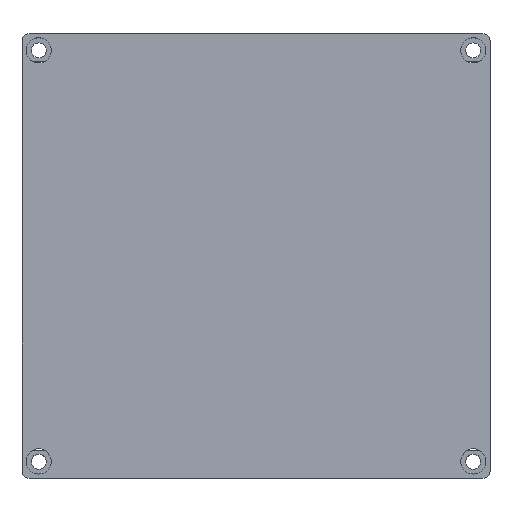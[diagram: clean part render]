
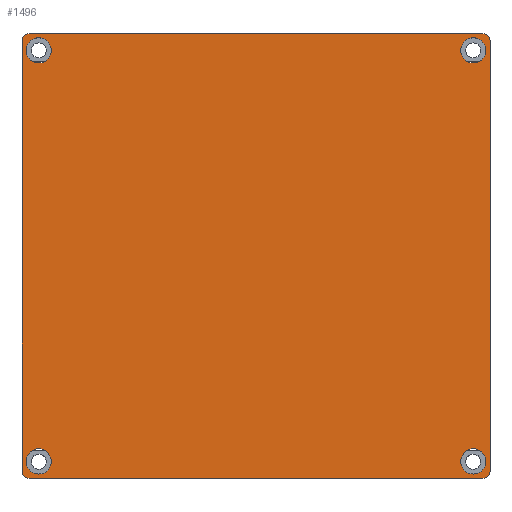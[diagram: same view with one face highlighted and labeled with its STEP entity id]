
A CAD part, top view. The second image highlights one B-rep face of the part: STEP entity #1496.
In plain terms, the highlighted planar face has unit normal (0, 0, 1).
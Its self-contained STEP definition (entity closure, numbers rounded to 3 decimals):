
#57=CARTESIAN_POINT('Axis2P3D Location',(-48.5,-46.,3.)) ;
#61=CARTESIAN_POINT('Vertex',(-48.5,-47.5,3.)) ;
#63=CARTESIAN_POINT('Vertex',(-50.,-46.,3.)) ;
#136=CARTESIAN_POINT('Vertex',(48.5,-47.5,3.)) ;
#139=CARTESIAN_POINT('Line Origine',(0.,-47.5,3.)) ;
#160=CARTESIAN_POINT('Line Origine',(-50.,0.,3.)) ;
#164=CARTESIAN_POINT('Vertex',(-50.,46.,3.)) ;
#266=CARTESIAN_POINT('Axis2P3D Location',(48.5,-46.,3.)) ;
#270=CARTESIAN_POINT('Vertex',(50.,-46.,3.)) ;
#336=CARTESIAN_POINT('Vertex',(50.,46.,3.)) ;
#339=CARTESIAN_POINT('Line Origine',(50.,0.,3.)) ;
#398=CARTESIAN_POINT('Axis2P3D Location',(48.5,46.,3.)) ;
#402=CARTESIAN_POINT('Vertex',(48.5,47.5,3.)) ;
#468=CARTESIAN_POINT('Vertex',(-48.5,47.5,3.)) ;
#471=CARTESIAN_POINT('Line Origine',(0.,47.5,3.)) ;
#530=CARTESIAN_POINT('Axis2P3D Location',(-48.5,46.,3.)) ;
#1409=CARTESIAN_POINT('Axis2P3D Location',(0.,0.,3.)) ;
#1424=CARTESIAN_POINT('Axis2P3D Location',(46.419,43.922,3.)) ;
#1428=CARTESIAN_POINT('Vertex',(49.119,43.922,3.)) ;
#1430=CARTESIAN_POINT('Vertex',(43.719,43.922,3.)) ;
#1433=CARTESIAN_POINT('Axis2P3D Location',(46.419,43.922,3.)) ;
#1442=CARTESIAN_POINT('Axis2P3D Location',(-46.419,43.922,3.)) ;
#1446=CARTESIAN_POINT('Vertex',(-49.119,43.922,3.)) ;
#1448=CARTESIAN_POINT('Vertex',(-43.719,43.922,3.)) ;
#1451=CARTESIAN_POINT('Axis2P3D Location',(-46.419,43.922,3.)) ;
#1460=CARTESIAN_POINT('Axis2P3D Location',(46.419,-43.922,3.)) ;
#1464=CARTESIAN_POINT('Vertex',(49.119,-43.922,3.)) ;
#1466=CARTESIAN_POINT('Vertex',(43.719,-43.922,3.)) ;
#1469=CARTESIAN_POINT('Axis2P3D Location',(46.419,-43.922,3.)) ;
#1478=CARTESIAN_POINT('Axis2P3D Location',(-46.419,-43.922,3.)) ;
#1482=CARTESIAN_POINT('Vertex',(-49.119,-43.922,3.)) ;
#1484=CARTESIAN_POINT('Vertex',(-43.719,-43.922,3.)) ;
#1487=CARTESIAN_POINT('Axis2P3D Location',(-46.419,-43.922,3.)) ;
#58=DIRECTION('Axis2P3D Direction',(0.,0.,1.)) ;
#140=DIRECTION('Vector Direction',(-1.,0.,0.)) ;
#161=DIRECTION('Vector Direction',(0.,1.,0.)) ;
#267=DIRECTION('Axis2P3D Direction',(0.,0.,1.)) ;
#340=DIRECTION('Vector Direction',(0.,-1.,0.)) ;
#399=DIRECTION('Axis2P3D Direction',(0.,-0.,1.)) ;
#472=DIRECTION('Vector Direction',(1.,0.,0.)) ;
#531=DIRECTION('Axis2P3D Direction',(0.,0.,1.)) ;
#1410=DIRECTION('Axis2P3D Direction',(0.,0.,1.)) ;
#1411=DIRECTION('Axis2P3D XDirection',(1.,0.,0.)) ;
#1425=DIRECTION('Axis2P3D Direction',(0.,0.,1.)) ;
#1434=DIRECTION('Axis2P3D Direction',(0.,0.,1.)) ;
#1443=DIRECTION('Axis2P3D Direction',(0.,0.,1.)) ;
#1452=DIRECTION('Axis2P3D Direction',(0.,0.,1.)) ;
#1461=DIRECTION('Axis2P3D Direction',(0.,0.,1.)) ;
#1470=DIRECTION('Axis2P3D Direction',(0.,0.,1.)) ;
#1479=DIRECTION('Axis2P3D Direction',(0.,0.,1.)) ;
#1488=DIRECTION('Axis2P3D Direction',(0.,0.,1.)) ;
#59=AXIS2_PLACEMENT_3D('Circle Axis2P3D',#57,#58,$) ;
#268=AXIS2_PLACEMENT_3D('Circle Axis2P3D',#266,#267,$) ;
#400=AXIS2_PLACEMENT_3D('Circle Axis2P3D',#398,#399,$) ;
#532=AXIS2_PLACEMENT_3D('Circle Axis2P3D',#530,#531,$) ;
#1412=AXIS2_PLACEMENT_3D('Plane Axis2P3D',#1409,#1410,#1411) ;
#1426=AXIS2_PLACEMENT_3D('Circle Axis2P3D',#1424,#1425,$) ;
#1435=AXIS2_PLACEMENT_3D('Circle Axis2P3D',#1433,#1434,$) ;
#1444=AXIS2_PLACEMENT_3D('Circle Axis2P3D',#1442,#1443,$) ;
#1453=AXIS2_PLACEMENT_3D('Circle Axis2P3D',#1451,#1452,$) ;
#1462=AXIS2_PLACEMENT_3D('Circle Axis2P3D',#1460,#1461,$) ;
#1471=AXIS2_PLACEMENT_3D('Circle Axis2P3D',#1469,#1470,$) ;
#1480=AXIS2_PLACEMENT_3D('Circle Axis2P3D',#1478,#1479,$) ;
#1489=AXIS2_PLACEMENT_3D('Circle Axis2P3D',#1487,#1488,$) ;
#1415=ORIENTED_EDGE('',*,*,#143,.T.) ;
#1416=ORIENTED_EDGE('',*,*,#272,.F.) ;
#1417=ORIENTED_EDGE('',*,*,#343,.T.) ;
#1418=ORIENTED_EDGE('',*,*,#404,.F.) ;
#1419=ORIENTED_EDGE('',*,*,#475,.T.) ;
#1420=ORIENTED_EDGE('',*,*,#534,.F.) ;
#1421=ORIENTED_EDGE('',*,*,#166,.T.) ;
#1422=ORIENTED_EDGE('',*,*,#65,.F.) ;
#1439=ORIENTED_EDGE('',*,*,#1432,.F.) ;
#1440=ORIENTED_EDGE('',*,*,#1437,.F.) ;
#1457=ORIENTED_EDGE('',*,*,#1450,.F.) ;
#1458=ORIENTED_EDGE('',*,*,#1455,.F.) ;
#1475=ORIENTED_EDGE('',*,*,#1468,.F.) ;
#1476=ORIENTED_EDGE('',*,*,#1473,.F.) ;
#1493=ORIENTED_EDGE('',*,*,#1486,.F.) ;
#1494=ORIENTED_EDGE('',*,*,#1491,.F.) ;
#1441=FACE_BOUND('',#1438,.T.) ;
#1459=FACE_BOUND('',#1456,.T.) ;
#1477=FACE_BOUND('',#1474,.T.) ;
#1495=FACE_BOUND('',#1492,.T.) ;
#141=VECTOR('Line Direction',#140,1.) ;
#162=VECTOR('Line Direction',#161,1.) ;
#341=VECTOR('Line Direction',#340,1.) ;
#473=VECTOR('Line Direction',#472,1.) ;
#1496=ADVANCED_FACE('\X2\96F64EF651E04F554F53\X0\',(#1423,#1441,#1459,#1477,#1495),#1413,.T.) ;
#60=CIRCLE('generated circle',#59,1.5) ;
#269=CIRCLE('generated circle',#268,1.5) ;
#401=CIRCLE('generated circle',#400,1.5) ;
#533=CIRCLE('generated circle',#532,1.5) ;
#1427=CIRCLE('generated circle',#1426,2.7) ;
#1436=CIRCLE('generated circle',#1435,2.7) ;
#1445=CIRCLE('generated circle',#1444,2.7) ;
#1454=CIRCLE('generated circle',#1453,2.7) ;
#1463=CIRCLE('generated circle',#1462,2.7) ;
#1472=CIRCLE('generated circle',#1471,2.7) ;
#1481=CIRCLE('generated circle',#1480,2.7) ;
#1490=CIRCLE('generated circle',#1489,2.7) ;
#65=EDGE_CURVE('',#62,#64,#60,.F.) ;
#143=EDGE_CURVE('',#62,#137,#142,.F.) ;
#166=EDGE_CURVE('',#165,#64,#163,.F.) ;
#272=EDGE_CURVE('',#271,#137,#269,.F.) ;
#343=EDGE_CURVE('',#271,#337,#342,.F.) ;
#404=EDGE_CURVE('',#403,#337,#401,.F.) ;
#475=EDGE_CURVE('',#403,#469,#474,.F.) ;
#534=EDGE_CURVE('',#165,#469,#533,.F.) ;
#1432=EDGE_CURVE('',#1429,#1431,#1427,.T.) ;
#1437=EDGE_CURVE('',#1431,#1429,#1436,.T.) ;
#1450=EDGE_CURVE('',#1447,#1449,#1445,.T.) ;
#1455=EDGE_CURVE('',#1449,#1447,#1454,.T.) ;
#1468=EDGE_CURVE('',#1465,#1467,#1463,.T.) ;
#1473=EDGE_CURVE('',#1467,#1465,#1472,.T.) ;
#1486=EDGE_CURVE('',#1483,#1485,#1481,.T.) ;
#1491=EDGE_CURVE('',#1485,#1483,#1490,.T.) ;
#1414=EDGE_LOOP('',(#1415,#1416,#1417,#1418,#1419,#1420,#1421,#1422)) ;
#1438=EDGE_LOOP('',(#1439,#1440)) ;
#1456=EDGE_LOOP('',(#1457,#1458)) ;
#1474=EDGE_LOOP('',(#1475,#1476)) ;
#1492=EDGE_LOOP('',(#1493,#1494)) ;
#1423=FACE_OUTER_BOUND('',#1414,.T.) ;
#142=LINE('Line',#139,#141) ;
#163=LINE('Line',#160,#162) ;
#342=LINE('Line',#339,#341) ;
#474=LINE('Line',#471,#473) ;
#1413=PLANE('Plane',#1412) ;
#62=VERTEX_POINT('',#61) ;
#64=VERTEX_POINT('',#63) ;
#137=VERTEX_POINT('',#136) ;
#165=VERTEX_POINT('',#164) ;
#271=VERTEX_POINT('',#270) ;
#337=VERTEX_POINT('',#336) ;
#403=VERTEX_POINT('',#402) ;
#469=VERTEX_POINT('',#468) ;
#1429=VERTEX_POINT('',#1428) ;
#1431=VERTEX_POINT('',#1430) ;
#1447=VERTEX_POINT('',#1446) ;
#1449=VERTEX_POINT('',#1448) ;
#1465=VERTEX_POINT('',#1464) ;
#1467=VERTEX_POINT('',#1466) ;
#1483=VERTEX_POINT('',#1482) ;
#1485=VERTEX_POINT('',#1484) ;
